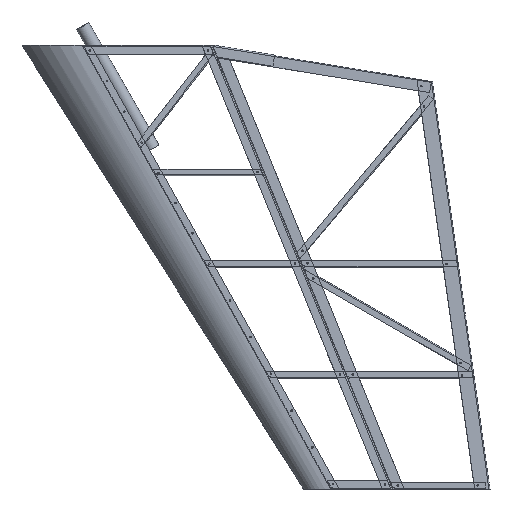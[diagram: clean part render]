
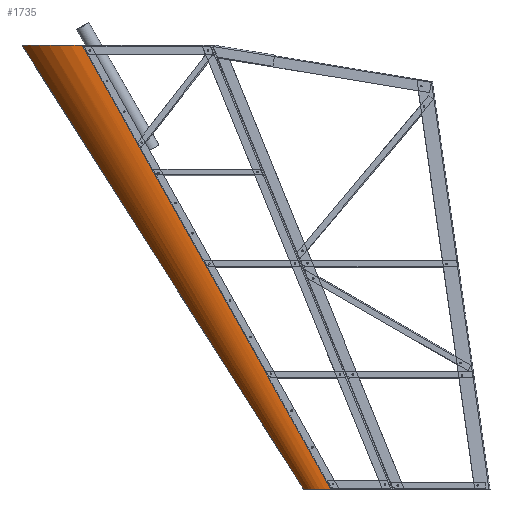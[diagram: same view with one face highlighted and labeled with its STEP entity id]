
A CAD part, top view. The second image highlights one B-rep face of the part: STEP entity #1735.
In plain terms, the highlighted free-form (B-spline) face has degree [3, 3] with [20, 4] control points.
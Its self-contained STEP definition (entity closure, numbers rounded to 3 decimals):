
#1565 = VERTEX_POINT('',#1566);
#1566 = CARTESIAN_POINT('',(125.437,0.,71.184));
#1571 = EDGE_CURVE('',#1565,#1572,#1574,.T.);
#1572 = VERTEX_POINT('',#1573);
#1573 = CARTESIAN_POINT('',(682.967,-994.765,
    35.422));
#1574 = B_SPLINE_CURVE_WITH_KNOTS('',1,(#1575,#1576),.UNSPECIFIED.,.F.,
  .F.,(2,2),(0.,904.554),.PIECEWISE_BEZIER_KNOTS.);
#1575 = CARTESIAN_POINT('',(125.437,0.,71.184));
#1576 = CARTESIAN_POINT('',(682.967,-994.765,
    35.422));
#1735 = ADVANCED_FACE('',(#1736),#1784,.T.);
#1736 = FACE_BOUND('',#1737,.T.);
#1737 = EDGE_LOOP('',(#1738,#1763,#1770,#1783));
#1738 = ORIENTED_EDGE('',*,*,#1739,.T.);
#1739 = EDGE_CURVE('',#1565,#1740,#1742,.T.);
#1740 = VERTEX_POINT('',#1741);
#1741 = CARTESIAN_POINT('',(-8.381,0.,10.589));
#1742 = B_SPLINE_CURVE_WITH_KNOTS('',3,(#1743,#1744,#1745,#1746,#1747,
    #1748,#1749,#1750,#1751,#1752,#1753,#1754,#1755,#1756,#1757,#1758,
    #1759,#1760,#1761,#1762),.UNSPECIFIED.,.F.,.F.,(4,1,1,1,1,1,1,1,1,1,
    1,1,1,2,1,1,4),(0.,0.046,0.092,
    0.185,0.277,0.323,0.369,
    0.415,0.461,0.554,0.669,
    0.738,0.831,0.923,0.938,
    0.969,1.),.UNSPECIFIED.);
#1743 = CARTESIAN_POINT('',(125.437,0.,71.184));
#1744 = CARTESIAN_POINT('',(123.085,0.,71.385));
#1745 = CARTESIAN_POINT('',(118.37,0.,71.678));
#1746 = CARTESIAN_POINT('',(108.925,0.,71.818));
#1747 = CARTESIAN_POINT('',(97.125,0.,71.159));
#1748 = CARTESIAN_POINT('',(85.44,0.,69.391));
#1749 = CARTESIAN_POINT('',(76.223,0.,67.321));
#1750 = CARTESIAN_POINT('',(69.391,0.,65.445));
#1751 = CARTESIAN_POINT('',(62.655,0.,63.249));
#1752 = CARTESIAN_POINT('',(53.821,0.,59.902));
#1753 = CARTESIAN_POINT('',(42.021,0.,54.447));
#1754 = CARTESIAN_POINT('',(29.843,0.,47.163));
#1755 = CARTESIAN_POINT('',(18.417,0.,38.774));
#1756 = CARTESIAN_POINT('',(8.608,0.,30.243));
#1757 = CARTESIAN_POINT('',(2.088,0.,23.396));
#1758 = CARTESIAN_POINT('',(-1.517,0.,19.229));
#1759 = CARTESIAN_POINT('',(-3.335,0.,17.108));
#1760 = CARTESIAN_POINT('',(-6.771,0.,12.799));
#1761 = CARTESIAN_POINT('',(-8.292,0.,10.71));
#1762 = CARTESIAN_POINT('',(-8.381,0.,10.589));
#1763 = ORIENTED_EDGE('',*,*,#1764,.T.);
#1764 = EDGE_CURVE('',#1740,#1765,#1767,.T.);
#1765 = VERTEX_POINT('',#1766);
#1766 = CARTESIAN_POINT('',(622.418,-994.765,9.849
    ));
#1767 = B_SPLINE_CURVE_WITH_KNOTS('',1,(#1768,#1769),.UNSPECIFIED.,.F.,
  .F.,(2,2),(0.,933.886),.PIECEWISE_BEZIER_KNOTS.);
#1768 = CARTESIAN_POINT('',(-8.381,0.,10.589));
#1769 = CARTESIAN_POINT('',(622.418,-994.765,9.849
    ));
#1770 = ORIENTED_EDGE('',*,*,#1771,.F.);
#1771 = EDGE_CURVE('',#1572,#1765,#1772,.T.);
#1772 = B_SPLINE_CURVE_WITH_KNOTS('',4,(#1773,#1774,#1775,#1776,#1777,
    #1778,#1779,#1780,#1781,#1782),.UNSPECIFIED.,.F.,.F.,(5,1,1,1,1,1,5)
  ,(-0.816,-0.734,-0.579,-0.449,
    -0.319,-0.191,0.),.UNSPECIFIED.);
#1773 = CARTESIAN_POINT('',(682.967,-994.765,
    35.422));
#1774 = CARTESIAN_POINT('',(680.464,-994.765,35.636
    ));
#1775 = CARTESIAN_POINT('',(674.075,-994.765,
    35.985));
#1776 = CARTESIAN_POINT('',(667.894,-994.765,
    35.383));
#1777 = CARTESIAN_POINT('',(656.91,-994.765,
    34.598));
#1778 = CARTESIAN_POINT('',(645.021,-994.765,
    30.317));
#1779 = CARTESIAN_POINT('',(635.941,-994.765,
    25.659));
#1780 = CARTESIAN_POINT('',(627.889,-994.765,
    18.248));
#1781 = CARTESIAN_POINT('',(624.297,-994.765,
    13.269));
#1782 = CARTESIAN_POINT('',(622.418,-994.765,9.849
    ));
#1783 = ORIENTED_EDGE('',*,*,#1571,.F.);
#1784 = B_SPLINE_SURFACE_WITH_KNOTS('',3,3,(
    (#1785,#1786,#1787,#1788)
    ,(#1789,#1790,#1791,#1792)
    ,(#1793,#1794,#1795,#1796)
    ,(#1797,#1798,#1799,#1800)
    ,(#1801,#1802,#1803,#1804)
    ,(#1805,#1806,#1807,#1808)
    ,(#1809,#1810,#1811,#1812)
    ,(#1813,#1814,#1815,#1816)
    ,(#1817,#1818,#1819,#1820)
    ,(#1821,#1822,#1823,#1824)
    ,(#1825,#1826,#1827,#1828)
    ,(#1829,#1830,#1831,#1832)
    ,(#1833,#1834,#1835,#1836)
    ,(#1837,#1838,#1839,#1840)
    ,(#1841,#1842,#1843,#1844)
    ,(#1845,#1846,#1847,#1848)
    ,(#1849,#1850,#1851,#1852)
    ,(#1853,#1854,#1855,#1856)
    ,(#1857,#1858,#1859,#1860)
    ,(#1861,#1862,#1863,#1864
    )),.UNSPECIFIED.,.F.,.F.,.F.,(4,1,1,1,1,1,1,1,1,1,1,1,1,2,1,1,4),(4,
    4),(0.,0.046,0.092,0.185,
    0.277,0.323,0.369,0.415,
    0.461,0.554,0.669,0.738,
    0.831,0.923,0.938,0.969,1.),(0.,
    1.),.UNSPECIFIED.);
#1785 = CARTESIAN_POINT('',(125.437,0.,71.184));
#1786 = CARTESIAN_POINT('',(311.28,-331.588,
    59.263));
#1787 = CARTESIAN_POINT('',(497.123,-663.177,
    47.342));
#1788 = CARTESIAN_POINT('',(682.967,-994.765,
    35.422));
#1789 = CARTESIAN_POINT('',(123.085,0.,71.385));
#1790 = CARTESIAN_POINT('',(309.203,-331.588,
    59.441));
#1791 = CARTESIAN_POINT('',(495.322,-663.177,
    47.497));
#1792 = CARTESIAN_POINT('',(681.441,-994.765,
    35.552));
#1793 = CARTESIAN_POINT('',(118.37,0.,71.678));
#1794 = CARTESIAN_POINT('',(305.087,-331.588,
    59.701));
#1795 = CARTESIAN_POINT('',(491.803,-663.177,
    47.723));
#1796 = CARTESIAN_POINT('',(678.52,-994.765,
    35.745));
#1797 = CARTESIAN_POINT('',(108.925,0.,71.818));
#1798 = CARTESIAN_POINT('',(297.075,-331.588,
    59.817));
#1799 = CARTESIAN_POINT('',(485.23,-663.177,
    47.814));
#1800 = CARTESIAN_POINT('',(673.38,-994.765,
    35.813));
#1801 = CARTESIAN_POINT('',(97.125,0.,71.159));
#1802 = CARTESIAN_POINT('',(287.35,-331.588,
    59.252));
#1803 = CARTESIAN_POINT('',(477.581,-663.177,
    47.345));
#1804 = CARTESIAN_POINT('',(667.806,-994.765,
    35.439));
#1805 = CARTESIAN_POINT('',(85.44,0.,69.391));
#1806 = CARTESIAN_POINT('',(277.399,-331.588,
    57.851));
#1807 = CARTESIAN_POINT('',(469.352,-663.177,
    46.314));
#1808 = CARTESIAN_POINT('',(661.311,-994.765,
    34.775));
#1809 = CARTESIAN_POINT('',(76.223,0.,67.321));
#1810 = CARTESIAN_POINT('',(269.398,-331.588,
    56.11));
#1811 = CARTESIAN_POINT('',(462.571,-663.177,
    44.9));
#1812 = CARTESIAN_POINT('',(655.746,-994.765,
    33.689));
#1813 = CARTESIAN_POINT('',(69.391,0.,65.445));
#1814 = CARTESIAN_POINT('',(263.471,-331.588,
    54.475));
#1815 = CARTESIAN_POINT('',(457.551,-663.177,
    43.508));
#1816 = CARTESIAN_POINT('',(651.631,-994.765,
    32.537));
#1817 = CARTESIAN_POINT('',(62.655,0.,63.249));
#1818 = CARTESIAN_POINT('',(257.679,-331.588,
    52.551));
#1819 = CARTESIAN_POINT('',(452.703,-663.177,
    41.855));
#1820 = CARTESIAN_POINT('',(647.727,-994.765,
    31.157));
#1821 = CARTESIAN_POINT('',(53.821,0.,59.902));
#1822 = CARTESIAN_POINT('',(250.216,-331.588,
    49.659));
#1823 = CARTESIAN_POINT('',(446.613,-663.177,
    39.421));
#1824 = CARTESIAN_POINT('',(643.007,-994.765,
    29.178));
#1825 = CARTESIAN_POINT('',(42.021,0.,54.447));
#1826 = CARTESIAN_POINT('',(240.519,-331.588,
    45.039));
#1827 = CARTESIAN_POINT('',(439.018,-663.177,
    35.631));
#1828 = CARTESIAN_POINT('',(637.516,-994.765,
    26.223));
#1829 = CARTESIAN_POINT('',(29.843,0.,47.163));
#1830 = CARTESIAN_POINT('',(230.559,-331.588,
    38.707));
#1831 = CARTESIAN_POINT('',(431.271,-663.177,
    30.248));
#1832 = CARTESIAN_POINT('',(631.987,-994.765,
    21.791));
#1833 = CARTESIAN_POINT('',(18.417,0.,38.774));
#1834 = CARTESIAN_POINT('',(221.5,-331.588,
    31.659));
#1835 = CARTESIAN_POINT('',(424.583,-663.177,
    24.541));
#1836 = CARTESIAN_POINT('',(627.666,-994.765,
    17.426));
#1837 = CARTESIAN_POINT('',(8.608,0.,30.243));
#1838 = CARTESIAN_POINT('',(214.044,-331.588,
    24.818));
#1839 = CARTESIAN_POINT('',(419.477,-663.177,
    19.387));
#1840 = CARTESIAN_POINT('',(624.914,-994.765,
    13.961));
#1841 = CARTESIAN_POINT('',(2.088,0.,23.396));
#1842 = CARTESIAN_POINT('',(209.29,-331.588,
    19.61));
#1843 = CARTESIAN_POINT('',(416.494,-663.177,
    15.824));
#1844 = CARTESIAN_POINT('',(623.695,-994.765,
    12.038));
#1845 = CARTESIAN_POINT('',(-1.517,0.,19.229));
#1846 = CARTESIAN_POINT('',(206.71,-331.588,
    16.538));
#1847 = CARTESIAN_POINT('',(414.938,-663.177,
    13.846));
#1848 = CARTESIAN_POINT('',(623.165,-994.765,
    11.155));
#1849 = CARTESIAN_POINT('',(-3.335,0.,17.108));
#1850 = CARTESIAN_POINT('',(205.426,-331.588,
    15.003));
#1851 = CARTESIAN_POINT('',(414.189,-663.177,
    12.897));
#1852 = CARTESIAN_POINT('',(622.95,-994.765,
    10.792));
#1853 = CARTESIAN_POINT('',(-6.771,0.,12.799));
#1854 = CARTESIAN_POINT('',(203.038,-331.588,
    11.959));
#1855 = CARTESIAN_POINT('',(412.846,-663.177,
    11.118));
#1856 = CARTESIAN_POINT('',(622.655,-994.765,
    10.278));
#1857 = CARTESIAN_POINT('',(-8.292,0.,10.71));
#1858 = CARTESIAN_POINT('',(201.966,-331.588,
    10.465));
#1859 = CARTESIAN_POINT('',(412.228,-663.177,
    10.218));
#1860 = CARTESIAN_POINT('',(622.486,-994.765,9.973
    ));
#1861 = CARTESIAN_POINT('',(-8.381,0.,10.589));
#1862 = CARTESIAN_POINT('',(201.885,-331.588,
    10.342));
#1863 = CARTESIAN_POINT('',(412.151,-663.177,
    10.096));
#1864 = CARTESIAN_POINT('',(622.418,-994.765,9.849
    ));
